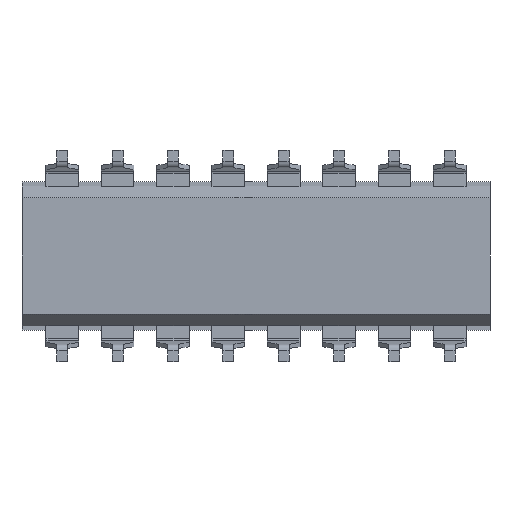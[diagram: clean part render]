
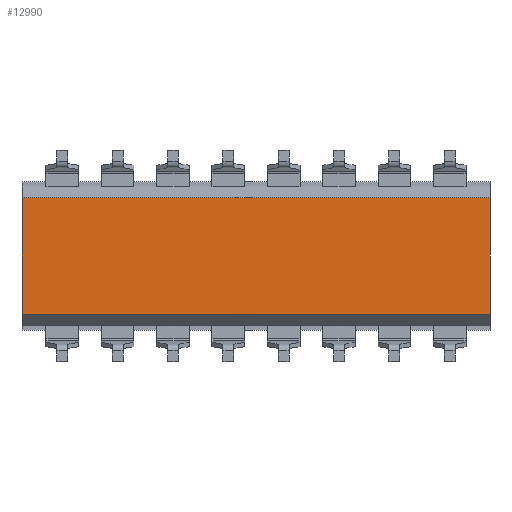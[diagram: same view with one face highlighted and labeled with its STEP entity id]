
A CAD part, front view. The second image highlights one B-rep face of the part: STEP entity #12990.
In plain terms, the highlighted planar face has unit normal (0, -1, 0).
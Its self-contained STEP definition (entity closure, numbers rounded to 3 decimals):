
#122 = EDGE_CURVE ( 'NONE', #15171, #13755, #20512, .T. ) ;
#2641 = ORIENTED_EDGE ( 'NONE', *, *, #122, .T. ) ;
#2691 = EDGE_CURVE ( 'NONE', #13755, #3846, #22921, .T. ) ;
#3108 = FACE_OUTER_BOUND ( 'NONE', #21415, .T. ) ;
#3230 = PLANE ( 'NONE',  #14479 ) ;
#3846 = VERTEX_POINT ( 'NONE', #20142 ) ;
#5995 = VECTOR ( 'NONE', #18534, 1000. ) ;
#6204 = CARTESIAN_POINT ( 'NONE',  ( 10.74, 0.5, 2.68 ) ) ;
#6300 = DIRECTION ( 'NONE',  ( 0., 0., -1. ) ) ;
#6725 = CARTESIAN_POINT ( 'NONE',  ( -10.74, 0.5, 2.68 ) ) ;
#7387 = EDGE_CURVE ( 'NONE', #14252, #3846, #14158, .T. ) ;
#7799 = VECTOR ( 'NONE', #12941, 1000. ) ;
#9818 = EDGE_CURVE ( 'NONE', #15171, #14252, #22573, .T. ) ;
#10406 = CARTESIAN_POINT ( 'NONE',  ( 10.74, 0.5, -2.68 ) ) ;
#11537 = CARTESIAN_POINT ( 'NONE',  ( 10.74, 0.5, 2.68 ) ) ;
#12941 = DIRECTION ( 'NONE',  ( -1., 0., 0. ) ) ;
#12990 = ADVANCED_FACE ( 'NONE', ( #3108 ), #3230, .F. ) ;
#13755 = VERTEX_POINT ( 'NONE', #6725 ) ;
#14158 = LINE ( 'NONE', #21315, #7799 ) ;
#14252 = VERTEX_POINT ( 'NONE', #17010 ) ;
#14479 = AXIS2_PLACEMENT_3D ( 'NONE', #10406, #15749, #19394 ) ;
#15171 = VERTEX_POINT ( 'NONE', #6204 ) ;
#15749 = DIRECTION ( 'NONE',  ( 0., 1., 0. ) ) ;
#16971 = CARTESIAN_POINT ( 'NONE',  ( 10.74, 0.5, -2.68 ) ) ;
#17010 = CARTESIAN_POINT ( 'NONE',  ( 10.74, 0.5, -2.68 ) ) ;
#17093 = DIRECTION ( 'NONE',  ( 0., 0., -1. ) ) ;
#17455 = ORIENTED_EDGE ( 'NONE', *, *, #2691, .T. ) ;
#18534 = DIRECTION ( 'NONE',  ( -1., 0., 0. ) ) ;
#19068 = CARTESIAN_POINT ( 'NONE',  ( -10.74, 0.5, -2.68 ) ) ;
#19394 = DIRECTION ( 'NONE',  ( 0., 0., 1. ) ) ;
#19648 = ORIENTED_EDGE ( 'NONE', *, *, #9818, .F. ) ;
#20142 = CARTESIAN_POINT ( 'NONE',  ( -10.74, 0.5, -2.68 ) ) ;
#20512 = LINE ( 'NONE', #11537, #5995 ) ;
#20945 = VECTOR ( 'NONE', #17093, 1000. ) ;
#21275 = ORIENTED_EDGE ( 'NONE', *, *, #7387, .F. ) ;
#21315 = CARTESIAN_POINT ( 'NONE',  ( 10.74, 0.5, -2.68 ) ) ;
#21415 = EDGE_LOOP ( 'NONE', ( #17455, #21275, #19648, #2641 ) ) ;
#21964 = VECTOR ( 'NONE', #6300, 1000. ) ;
#22573 = LINE ( 'NONE', #16971, #21964 ) ;
#22921 = LINE ( 'NONE', #19068, #20945 ) ;
